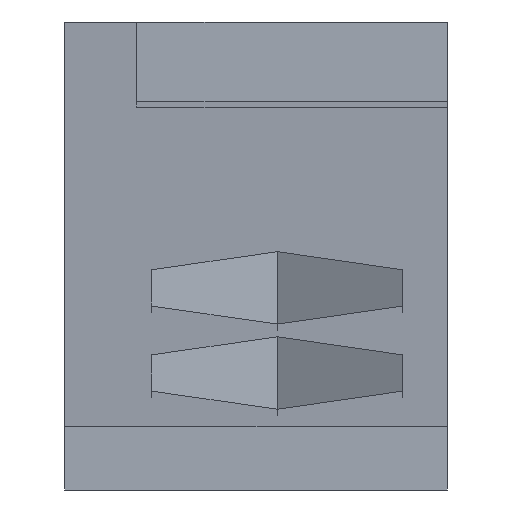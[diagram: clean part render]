
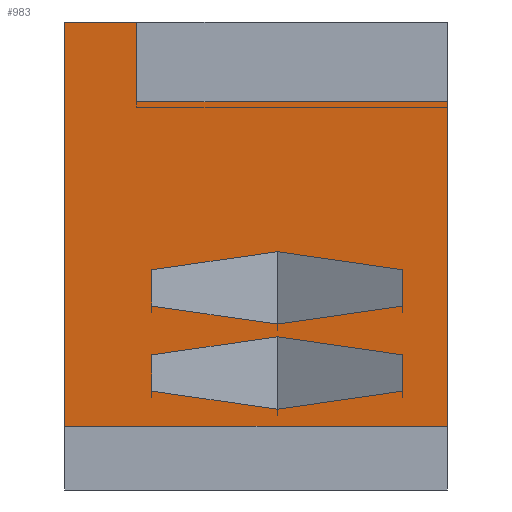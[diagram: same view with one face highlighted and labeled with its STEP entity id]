
A CAD part, left-side view. The second image highlights one B-rep face of the part: STEP entity #983.
In plain terms, the highlighted planar face has unit normal (-0.242, 0, 0.97).
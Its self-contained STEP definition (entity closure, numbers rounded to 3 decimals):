
#27=FACE_BOUND('',#117,.T.);
#28=FACE_BOUND('',#118,.T.);
#59=FACE_OUTER_BOUND('',#116,.T.);
#116=EDGE_LOOP('',(#697,#698,#699,#700,#701,#702));
#117=EDGE_LOOP('',(#703,#704,#705,#706,#707,#708));
#118=EDGE_LOOP('',(#709,#710,#711,#712,#713,#714));
#173=LINE('',#1368,#299);
#183=LINE('',#1388,#309);
#185=LINE('',#1392,#311);
#191=LINE('',#1410,#317);
#194=LINE('',#1416,#320);
#199=LINE('',#1431,#325);
#200=LINE('',#1434,#326);
#201=LINE('',#1436,#327);
#202=LINE('',#1438,#328);
#203=LINE('',#1440,#329);
#204=LINE('',#1442,#330);
#205=LINE('',#1443,#331);
#206=LINE('',#1446,#332);
#207=LINE('',#1448,#333);
#208=LINE('',#1450,#334);
#209=LINE('',#1452,#335);
#210=LINE('',#1454,#336);
#211=LINE('',#1455,#337);
#299=VECTOR('',#1114,10.);
#309=VECTOR('',#1130,10.);
#311=VECTOR('',#1134,10.);
#317=VECTOR('',#1148,10.);
#320=VECTOR('',#1153,10.);
#325=VECTOR('',#1166,10.);
#326=VECTOR('',#1167,10.);
#327=VECTOR('',#1168,10.);
#328=VECTOR('',#1169,10.);
#329=VECTOR('',#1170,10.);
#330=VECTOR('',#1171,10.);
#331=VECTOR('',#1172,10.);
#332=VECTOR('',#1173,10.);
#333=VECTOR('',#1174,10.);
#334=VECTOR('',#1175,10.);
#335=VECTOR('',#1176,10.);
#336=VECTOR('',#1177,10.);
#337=VECTOR('',#1178,10.);
#425=VERTEX_POINT('',#1366);
#426=VERTEX_POINT('',#1367);
#433=VERTEX_POINT('',#1387);
#434=VERTEX_POINT('',#1391);
#442=VERTEX_POINT('',#1409);
#444=VERTEX_POINT('',#1415);
#451=VERTEX_POINT('',#1432);
#452=VERTEX_POINT('',#1433);
#453=VERTEX_POINT('',#1435);
#454=VERTEX_POINT('',#1437);
#455=VERTEX_POINT('',#1439);
#456=VERTEX_POINT('',#1441);
#457=VERTEX_POINT('',#1444);
#458=VERTEX_POINT('',#1445);
#459=VERTEX_POINT('',#1447);
#460=VERTEX_POINT('',#1449);
#461=VERTEX_POINT('',#1451);
#462=VERTEX_POINT('',#1453);
#517=EDGE_CURVE('',#425,#426,#173,.T.);
#527=EDGE_CURVE('',#426,#433,#183,.T.);
#529=EDGE_CURVE('',#425,#434,#185,.T.);
#538=EDGE_CURVE('',#442,#434,#191,.T.);
#541=EDGE_CURVE('',#442,#444,#194,.T.);
#549=EDGE_CURVE('',#444,#433,#199,.T.);
#550=EDGE_CURVE('',#451,#452,#200,.T.);
#551=EDGE_CURVE('',#452,#453,#201,.T.);
#552=EDGE_CURVE('',#453,#454,#202,.T.);
#553=EDGE_CURVE('',#454,#455,#203,.T.);
#554=EDGE_CURVE('',#455,#456,#204,.T.);
#555=EDGE_CURVE('',#456,#451,#205,.T.);
#556=EDGE_CURVE('',#457,#458,#206,.T.);
#557=EDGE_CURVE('',#458,#459,#207,.T.);
#558=EDGE_CURVE('',#459,#460,#208,.T.);
#559=EDGE_CURVE('',#460,#461,#209,.T.);
#560=EDGE_CURVE('',#461,#462,#210,.T.);
#561=EDGE_CURVE('',#462,#457,#211,.T.);
#697=ORIENTED_EDGE('',*,*,#527,.T.);
#698=ORIENTED_EDGE('',*,*,#549,.F.);
#699=ORIENTED_EDGE('',*,*,#541,.F.);
#700=ORIENTED_EDGE('',*,*,#538,.T.);
#701=ORIENTED_EDGE('',*,*,#529,.F.);
#702=ORIENTED_EDGE('',*,*,#517,.T.);
#703=ORIENTED_EDGE('',*,*,#550,.T.);
#704=ORIENTED_EDGE('',*,*,#551,.T.);
#705=ORIENTED_EDGE('',*,*,#552,.T.);
#706=ORIENTED_EDGE('',*,*,#553,.T.);
#707=ORIENTED_EDGE('',*,*,#554,.T.);
#708=ORIENTED_EDGE('',*,*,#555,.T.);
#709=ORIENTED_EDGE('',*,*,#556,.T.);
#710=ORIENTED_EDGE('',*,*,#557,.T.);
#711=ORIENTED_EDGE('',*,*,#558,.T.);
#712=ORIENTED_EDGE('',*,*,#559,.T.);
#713=ORIENTED_EDGE('',*,*,#560,.T.);
#714=ORIENTED_EDGE('',*,*,#561,.T.);
#938=PLANE('',#1060);
#983=ADVANCED_FACE('',(#59,#27,#28),#938,.F.);
#1060=AXIS2_PLACEMENT_3D('',#1430,#1164,#1165);
#1114=DIRECTION('',(0.,1.,0.));
#1130=DIRECTION('',(0.97,0.,0.243));
#1134=DIRECTION('',(-0.97,0.,-0.243));
#1148=DIRECTION('',(0.,-1.,0.));
#1153=DIRECTION('',(0.97,0.,0.243));
#1164=DIRECTION('center_axis',(0.243,0.,-0.97));
#1165=DIRECTION('ref_axis',(-0.97,0.,-0.243));
#1166=DIRECTION('',(0.,-1.,0.));
#1167=DIRECTION('',(0.496,-0.859,0.124));
#1168=DIRECTION('',(-0.496,-0.859,-0.124));
#1169=DIRECTION('',(-0.97,0.,-0.243));
#1170=DIRECTION('',(-0.496,0.859,-0.124));
#1171=DIRECTION('',(0.496,0.859,0.124));
#1172=DIRECTION('',(0.97,0.,0.243));
#1173=DIRECTION('',(0.496,-0.859,0.124));
#1174=DIRECTION('',(-0.496,-0.859,-0.124));
#1175=DIRECTION('',(-0.97,0.,-0.243));
#1176=DIRECTION('',(-0.496,0.859,-0.124));
#1177=DIRECTION('',(0.496,0.859,0.124));
#1178=DIRECTION('',(0.97,0.,0.243));
#1366=CARTESIAN_POINT('',(32.5,0.,9.125));
#1367=CARTESIAN_POINT('',(32.5,7.3,9.125));
#1368=CARTESIAN_POINT('',(32.5,0.,9.125));
#1387=CARTESIAN_POINT('',(40.,7.3,11.));
#1388=CARTESIAN_POINT('',(40.353,7.3,11.088));
#1391=CARTESIAN_POINT('',(2.,0.,1.5));
#1392=CARTESIAN_POINT('',(19.882,0.,5.971));
#1409=CARTESIAN_POINT('',(2.,9.,1.5));
#1410=CARTESIAN_POINT('',(2.,0.,1.5));
#1415=CARTESIAN_POINT('',(40.,9.,11.));
#1416=CARTESIAN_POINT('',(97.294,9.,25.324));
#1430=CARTESIAN_POINT('Origin',(40.,0.,11.));
#1431=CARTESIAN_POINT('',(40.,2.25,11.));
#1432=CARTESIAN_POINT('',(8.703,6.95,3.176));
#1433=CARTESIAN_POINT('',(10.406,4.,3.602));
#1434=CARTESIAN_POINT('',(14.518,-3.122,4.63));
#1435=CARTESIAN_POINT('',(8.703,1.05,3.176));
#1436=CARTESIAN_POINT('',(13.651,9.62,4.413));
#1437=CARTESIAN_POINT('',(5.297,1.05,2.324));
#1438=CARTESIAN_POINT('',(25.272,1.05,7.318));
#1439=CARTESIAN_POINT('',(3.594,4.,1.898));
#1440=CARTESIAN_POINT('',(10.326,-7.66,3.581));
#1441=CARTESIAN_POINT('',(5.297,6.95,2.324));
#1442=CARTESIAN_POINT('',(7.782,11.254,2.945));
#1443=CARTESIAN_POINT('',(23.669,6.95,6.917));
#1444=CARTESIAN_POINT('',(16.703,6.95,5.176));
#1445=CARTESIAN_POINT('',(18.406,4.,5.602));
#1446=CARTESIAN_POINT('',(21.41,-1.203,6.353));
#1447=CARTESIAN_POINT('',(16.703,1.05,5.176));
#1448=CARTESIAN_POINT('',(20.544,7.702,6.136));
#1449=CARTESIAN_POINT('',(13.297,1.05,4.324));
#1450=CARTESIAN_POINT('',(29.037,1.05,8.259));
#1451=CARTESIAN_POINT('',(11.594,4.,3.898));
#1452=CARTESIAN_POINT('',(17.218,-5.742,5.305));
#1453=CARTESIAN_POINT('',(13.297,6.95,4.324));
#1454=CARTESIAN_POINT('',(14.674,9.336,4.669));
#1455=CARTESIAN_POINT('',(27.434,6.95,7.858));
